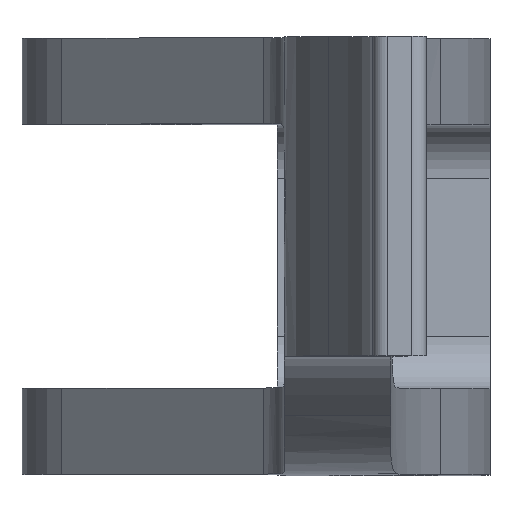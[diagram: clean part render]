
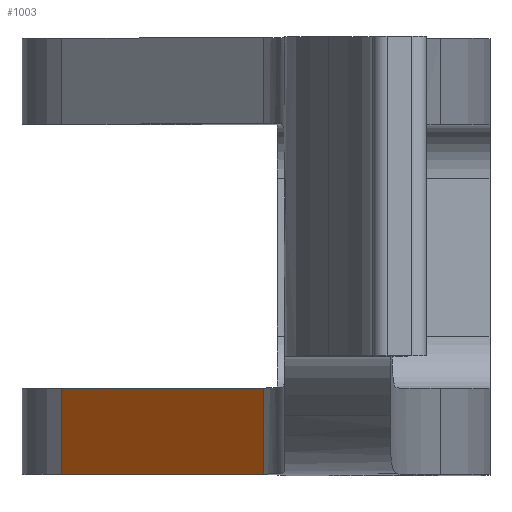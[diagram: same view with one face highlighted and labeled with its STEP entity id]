
A CAD part, top view. The second image highlights one B-rep face of the part: STEP entity #1003.
In plain terms, the highlighted planar face has unit normal (-0.703, 0, 0.712).
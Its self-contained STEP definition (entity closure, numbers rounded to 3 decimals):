
#49=PLANE('',#1127);
#86=FACE_OUTER_BOUND('',#142,.T.);
#142=EDGE_LOOP('',(#868,#869,#870,#871));
#251=LINE('',#1609,#335);
#252=LINE('',#1618,#336);
#279=LINE('',#1723,#363);
#289=LINE('',#1798,#373);
#335=VECTOR('',#1251,10.);
#336=VECTOR('',#1262,10.);
#363=VECTOR('',#1349,10.);
#373=VECTOR('',#1407,1.);
#441=VERTEX_POINT('',#1606);
#442=VERTEX_POINT('',#1608);
#445=VERTEX_POINT('',#1617);
#481=VERTEX_POINT('',#1722);
#551=EDGE_CURVE('',#442,#441,#251,.T.);
#556=EDGE_CURVE('',#442,#445,#252,.T.);
#604=EDGE_CURVE('',#445,#481,#279,.T.);
#631=EDGE_CURVE('',#481,#441,#289,.T.);
#868=ORIENTED_EDGE('',*,*,#556,.F.);
#869=ORIENTED_EDGE('',*,*,#551,.T.);
#870=ORIENTED_EDGE('',*,*,#631,.F.);
#871=ORIENTED_EDGE('',*,*,#604,.F.);
#1003=ADVANCED_FACE('',(#86),#49,.F.);
#1127=AXIS2_PLACEMENT_3D('',#1797,#1405,#1406);
#1251=DIRECTION('',(-0.712,0.,-0.703));
#1262=DIRECTION('',(0.,-1.,0.));
#1349=DIRECTION('',(-0.712,0.,-0.703));
#1405=DIRECTION('center_axis',(0.703,0.,-0.712));
#1406=DIRECTION('ref_axis',(0.712,0.,0.703));
#1407=DIRECTION('',(0.,1.,0.));
#1606=CARTESIAN_POINT('',(19.93,-19.725,-6.333));
#1608=CARTESIAN_POINT('',(25.605,-19.725,-0.73));
#1609=CARTESIAN_POINT('',(22.726,-19.725,-3.573));
#1617=CARTESIAN_POINT('',(25.605,-22.15,-0.73));
#1618=CARTESIAN_POINT('',(25.605,-27.08,-0.73));
#1722=CARTESIAN_POINT('',(19.93,-22.15,-6.333));
#1723=CARTESIAN_POINT('',(22.726,-22.15,-3.573));
#1797=CARTESIAN_POINT('Origin',(26.247,-19.95,-0.096));
#1798=CARTESIAN_POINT('',(19.93,-19.95,-6.333));
